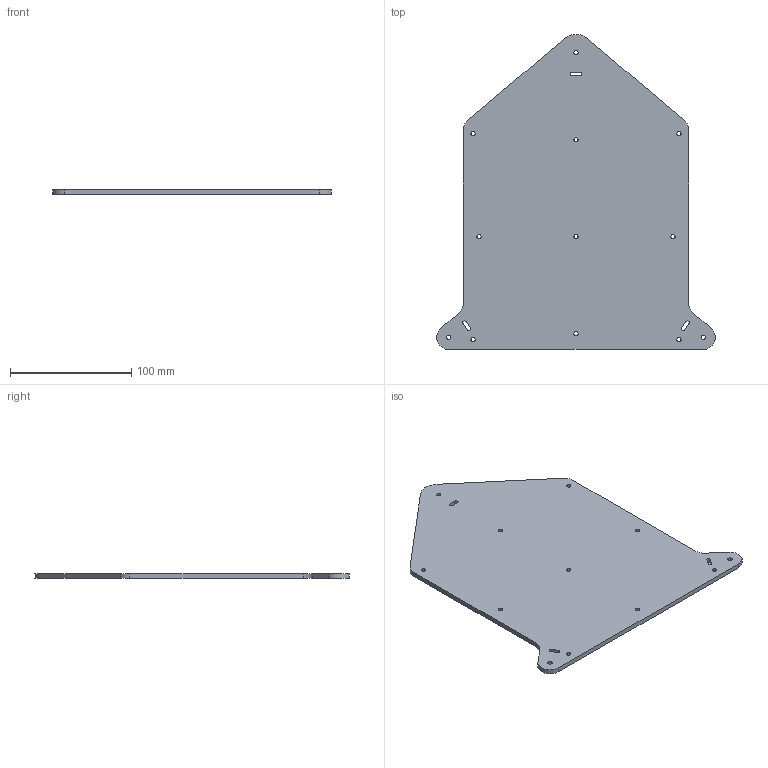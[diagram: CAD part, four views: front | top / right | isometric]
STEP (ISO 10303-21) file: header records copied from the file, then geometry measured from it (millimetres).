
FILE_DESCRIPTION(('FreeCAD Model'),'2;1');
FILE_NAME( 'BedPlate.step', '2020-07-19T16:32:26',('Author'),(''), 'Open CASCADE STEP processor 7.4','FreeCAD','Unknown');
FILE_SCHEMA(('AUTOMOTIVE_DESIGN { 1 0 10303 214 1 1 1 1 }'));
Length unit declared in the file: millimetre
Products named in the file (1): Body
Bounding box: 230 x 259.95 x 4 mm (x, y, z)
Volume: 170766.2 mm3; surface area: 89566.2 mm2
Topology: 1 solids, 1 shells, 40 faces, 114 edges, 76 vertices
Faces by surface type: cylinder 25, plane 15
Full cylindrical faces by diameter (mm): 3.5 x12
Entity records: 2904 total; most frequent: CARTESIAN_POINT 483, DIRECTION 470, LINE 242, VECTOR 242, ORIENTED_EDGE 228, PCURVE 228, DEFINITIONAL_REPRESENTATION 228, EDGE_CURVE 114
